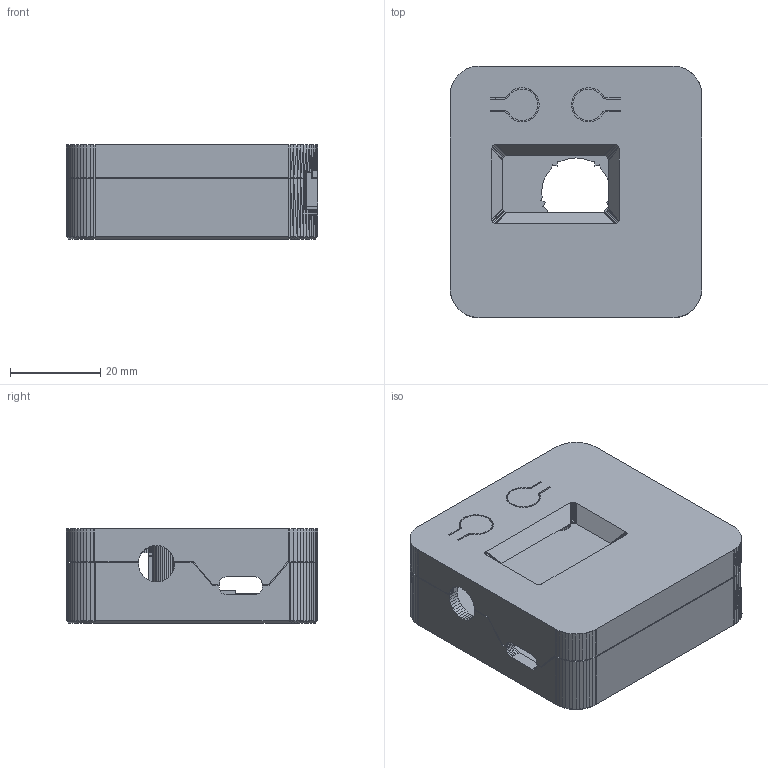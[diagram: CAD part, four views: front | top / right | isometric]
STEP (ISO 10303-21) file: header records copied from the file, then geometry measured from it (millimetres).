
FILE_DESCRIPTION(/* description */ (''),/* implementation_level */ '2;1');
FILE_NAME(/* name */ 'PocketPD Anderson.step',/* time_stamp */ '2025-09-06T23:46:53-07:00',/* author */ (''),/* organization */ (''),/* preprocessor_version */ 'ST-DEVELOPER v20.1',/* originating_system */ 'Autodesk Translation Framework v14.10.0.0',/* authorisation */ '');
FILE_SCHEMA (('AUTOMOTIVE_DESIGN { 1 0 10303 214 3 1 1 }'));
Products named in the file (1): 2025-09-02-23-14-23-136
Bounding box: 55.8 x 55.87 x 20.89 mm (x, y, z)
Volume: 18673.3 mm3; surface area: 20767.7 mm2
Topology: 2 solids, 2 shells, 2819 faces, 6441 edges, 3644 vertices
Faces by surface type: plane 2814, cylinder 5
Entity records: 75064 total; most frequent: CARTESIAN_POINT 12905, ORIENTED_EDGE 12882, DIRECTION 12091, EDGE_CURVE 6441, LINE 6431, VECTOR 6431, VERTEX_POINT 3644, EDGE_LOOP 2859
